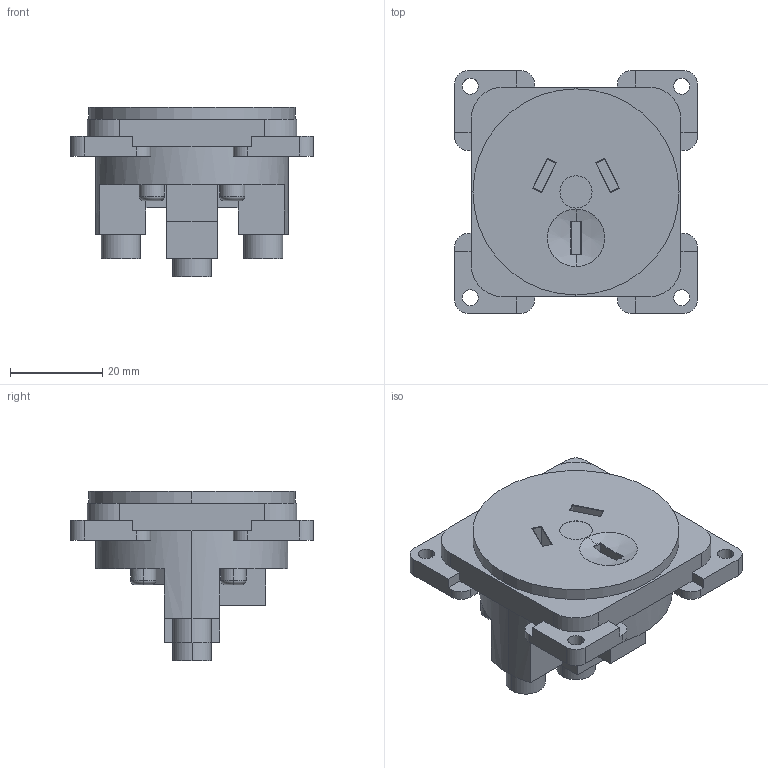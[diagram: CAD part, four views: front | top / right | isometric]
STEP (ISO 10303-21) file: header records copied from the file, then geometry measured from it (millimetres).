
FILE_DESCRIPTION (( 'STEP AP214' ), '1' );
FILE_NAME ('88052060.STEP', '2015-12-01T19:06:04', ( 'nhoefs' ), ( 'BOXX Technologies, Inc.' ), 'SwSTEP 2.0', 'SolidWorks 2015', '' );
FILE_SCHEMA (( 'AUTOMOTIVE_DESIGN' ));
Length unit declared in the file: millimetre
Products named in the file (1): 88052060
Bounding box: 52.8 x 52.8 x 36.8 mm (x, y, z)
Volume: 34226.5 mm3; surface area: 13097.7 mm2
Topology: 1 solids, 1 shells, 263 faces, 649 edges, 405 vertices
Faces by surface type: plane 178, cylinder 63, torus 14, cone 6, sphere 2
Entity records: 7760 total; most frequent: DIRECTION 1372, CARTESIAN_POINT 1342, ORIENTED_EDGE 1298, EDGE_CURVE 649, AXIS2_PLACEMENT_3D 467, VECTOR 438, LINE 438, VERTEX_POINT 405
